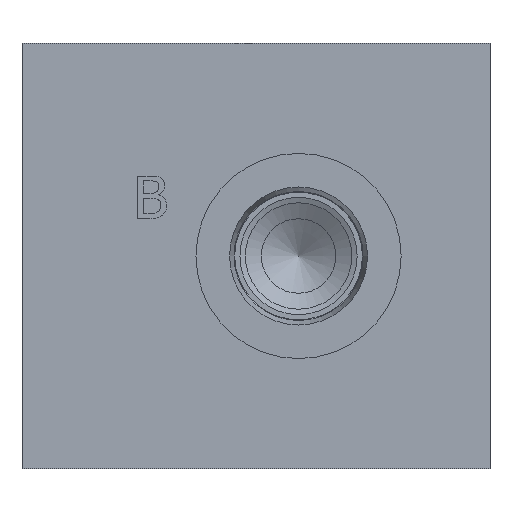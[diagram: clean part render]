
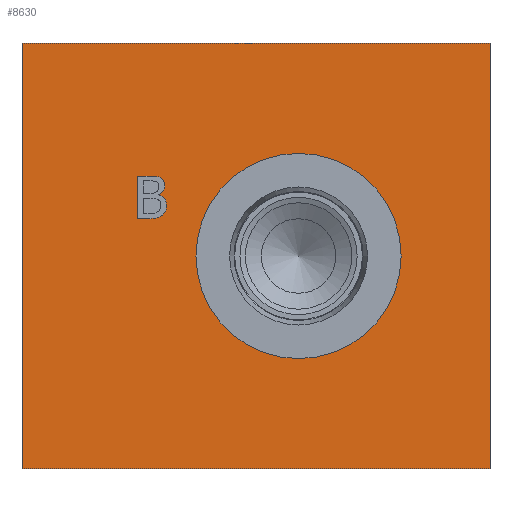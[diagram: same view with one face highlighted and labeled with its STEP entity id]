
A CAD part, front view. The second image highlights one B-rep face of the part: STEP entity #8630.
In plain terms, the highlighted planar face has unit normal (0, -1, 0).
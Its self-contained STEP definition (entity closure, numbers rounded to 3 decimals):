
#79=CIRCLE('',#8978,15.316);
#80=CIRCLE('',#8979,15.316);
#243=FACE_BOUND('',#1382,.T.);
#244=FACE_BOUND('',#1383,.T.);
#523=PLANE('',#8977);
#903=FACE_OUTER_BOUND('',#1381,.T.);
#1381=EDGE_LOOP('',(#7371,#7372,#7373,#7374));
#1382=EDGE_LOOP('',(#7375,#7376,#7377,#7378,#7379,#7380,#7381,#7382,#7383,
#7384));
#1383=EDGE_LOOP('',(#7385,#7386));
#1805=LINE('',#13126,#2646);
#2247=LINE('',#14325,#3088);
#2253=LINE('',#14388,#3094);
#2256=LINE('',#14394,#3097);
#2259=LINE('',#14400,#3100);
#2263=LINE('',#14442,#3104);
#2264=LINE('',#14444,#3105);
#2265=LINE('',#14445,#3106);
#2646=VECTOR('',#9673,10.);
#3088=VECTOR('',#10443,10.);
#3094=VECTOR('',#10451,10.);
#3097=VECTOR('',#10456,10.);
#3100=VECTOR('',#10461,10.);
#3104=VECTOR('',#10469,10.);
#3105=VECTOR('',#10470,10.);
#3106=VECTOR('',#10471,10.);
#3384=B_SPLINE_CURVE_WITH_KNOTS('',2,(#14311,#14312,#14313,#14314),
 .UNSPECIFIED.,.F.,.F.,(3,1,3),(0.,1.,2.),.UNSPECIFIED.);
#3386=B_SPLINE_CURVE_WITH_KNOTS('',2,(#14338,#14339,#14340,#14341),
 .UNSPECIFIED.,.F.,.F.,(3,1,3),(0.,1.,2.),.UNSPECIFIED.);
#3388=B_SPLINE_CURVE_WITH_KNOTS('',2,(#14357,#14358,#14359,#14360),
 .UNSPECIFIED.,.F.,.F.,(3,1,3),(0.,1.,2.),.UNSPECIFIED.);
#3390=B_SPLINE_CURVE_WITH_KNOTS('',2,(#14376,#14377,#14378,#14379),
 .UNSPECIFIED.,.F.,.F.,(3,1,3),(0.,1.,2.),.UNSPECIFIED.);
#3392=B_SPLINE_CURVE_WITH_KNOTS('',2,(#14413,#14414,#14415,#14416),
 .UNSPECIFIED.,.F.,.F.,(3,1,3),(0.,1.,2.),.UNSPECIFIED.);
#3394=B_SPLINE_CURVE_WITH_KNOTS('',2,(#14431,#14432,#14433,#14434),
 .UNSPECIFIED.,.F.,.F.,(3,1,3),(0.,1.,2.),.UNSPECIFIED.);
#3724=VERTEX_POINT('',#13119);
#3727=VERTEX_POINT('',#13124);
#4044=VERTEX_POINT('',#14309);
#4045=VERTEX_POINT('',#14310);
#4048=VERTEX_POINT('',#14324);
#4050=VERTEX_POINT('',#14337);
#4052=VERTEX_POINT('',#14356);
#4054=VERTEX_POINT('',#14375);
#4056=VERTEX_POINT('',#14387);
#4058=VERTEX_POINT('',#14393);
#4060=VERTEX_POINT('',#14399);
#4062=VERTEX_POINT('',#14412);
#4064=VERTEX_POINT('',#14441);
#4065=VERTEX_POINT('',#14443);
#4066=VERTEX_POINT('',#14446);
#4067=VERTEX_POINT('',#14447);
#4710=EDGE_CURVE('',#3724,#3727,#1805,.T.);
#5184=EDGE_CURVE('',#4044,#4045,#3384,.T.);
#5188=EDGE_CURVE('',#4048,#4044,#2247,.T.);
#5191=EDGE_CURVE('',#4050,#4048,#3386,.T.);
#5194=EDGE_CURVE('',#4052,#4050,#3388,.T.);
#5197=EDGE_CURVE('',#4054,#4052,#3390,.T.);
#5200=EDGE_CURVE('',#4056,#4054,#2253,.T.);
#5203=EDGE_CURVE('',#4058,#4056,#2256,.T.);
#5206=EDGE_CURVE('',#4060,#4058,#2259,.T.);
#5209=EDGE_CURVE('',#4062,#4060,#3392,.T.);
#5212=EDGE_CURVE('',#4045,#4062,#3394,.T.);
#5214=EDGE_CURVE('',#4064,#3724,#2263,.T.);
#5215=EDGE_CURVE('',#4065,#3727,#2264,.T.);
#5216=EDGE_CURVE('',#4064,#4065,#2265,.T.);
#5217=EDGE_CURVE('',#4066,#4067,#79,.T.);
#5218=EDGE_CURVE('',#4067,#4066,#80,.T.);
#7371=ORIENTED_EDGE('',*,*,#5214,.T.);
#7372=ORIENTED_EDGE('',*,*,#4710,.T.);
#7373=ORIENTED_EDGE('',*,*,#5215,.F.);
#7374=ORIENTED_EDGE('',*,*,#5216,.F.);
#7375=ORIENTED_EDGE('',*,*,#5184,.T.);
#7376=ORIENTED_EDGE('',*,*,#5212,.T.);
#7377=ORIENTED_EDGE('',*,*,#5209,.T.);
#7378=ORIENTED_EDGE('',*,*,#5206,.T.);
#7379=ORIENTED_EDGE('',*,*,#5203,.T.);
#7380=ORIENTED_EDGE('',*,*,#5200,.T.);
#7381=ORIENTED_EDGE('',*,*,#5197,.T.);
#7382=ORIENTED_EDGE('',*,*,#5194,.T.);
#7383=ORIENTED_EDGE('',*,*,#5191,.T.);
#7384=ORIENTED_EDGE('',*,*,#5188,.T.);
#7385=ORIENTED_EDGE('',*,*,#5217,.T.);
#7386=ORIENTED_EDGE('',*,*,#5218,.T.);
#8630=ADVANCED_FACE('',(#903,#243,#244),#523,.T.);
#8977=AXIS2_PLACEMENT_3D('',#14440,#10467,#10468);
#8978=AXIS2_PLACEMENT_3D('',#14448,#10472,#10473);
#8979=AXIS2_PLACEMENT_3D('',#14449,#10474,#10475);
#9673=DIRECTION('',(0.,0.,1.));
#10443=DIRECTION('',(0.,0.,-1.));
#10451=DIRECTION('',(1.,0.,0.));
#10456=DIRECTION('',(0.,0.,1.));
#10461=DIRECTION('',(-1.,0.,0.));
#10467=DIRECTION('center_axis',(0.,-1.,0.));
#10468=DIRECTION('ref_axis',(1.,0.,0.));
#10469=DIRECTION('',(1.,0.,0.));
#10470=DIRECTION('',(1.,0.,0.));
#10471=DIRECTION('',(0.,0.,1.));
#10472=DIRECTION('center_axis',(0.,1.,0.));
#10473=DIRECTION('ref_axis',(1.,0.,0.));
#10474=DIRECTION('center_axis',(0.,1.,0.));
#10475=DIRECTION('ref_axis',(1.,0.,0.));
#13119=CARTESIAN_POINT('',(69.85,0.,0.));
#13124=CARTESIAN_POINT('',(69.85,0.,63.5));
#13126=CARTESIAN_POINT('',(69.85,0.,0.));
#14309=CARTESIAN_POINT('',(20.399,0.,40.868));
#14310=CARTESIAN_POINT('',(21.587,0.,39.288));
#14311=CARTESIAN_POINT('Ctrl Pts',(20.399,0.,40.868));
#14312=CARTESIAN_POINT('Ctrl Pts',(20.965,0.,40.714));
#14313=CARTESIAN_POINT('Ctrl Pts',(21.587,0.,39.895));
#14314=CARTESIAN_POINT('Ctrl Pts',(21.587,0.,39.288));
#14324=CARTESIAN_POINT('',(20.399,0.,40.899));
#14325=CARTESIAN_POINT('',(20.399,0.,20.449));
#14337=CARTESIAN_POINT('',(21.289,0.,42.257));
#14338=CARTESIAN_POINT('Ctrl Pts',(21.289,0.,42.257));
#14339=CARTESIAN_POINT('Ctrl Pts',(21.289,0.,41.81));
#14340=CARTESIAN_POINT('Ctrl Pts',(20.815,0.,41.1));
#14341=CARTESIAN_POINT('Ctrl Pts',(20.399,0.,40.899));
#14356=CARTESIAN_POINT('',(20.63,0.,43.431));
#14357=CARTESIAN_POINT('Ctrl Pts',(20.63,0.,43.431));
#14358=CARTESIAN_POINT('Ctrl Pts',(20.975,0.,43.251));
#14359=CARTESIAN_POINT('Ctrl Pts',(21.289,0.,42.659));
#14360=CARTESIAN_POINT('Ctrl Pts',(21.289,0.,42.257));
#14375=CARTESIAN_POINT('',(18.963,0.,43.688));
#14376=CARTESIAN_POINT('Ctrl Pts',(18.963,0.,43.688));
#14377=CARTESIAN_POINT('Ctrl Pts',(19.642,0.,43.688));
#14378=CARTESIAN_POINT('Ctrl Pts',(20.321,0.,43.601));
#14379=CARTESIAN_POINT('Ctrl Pts',(20.63,0.,43.431));
#14387=CARTESIAN_POINT('',(17.28,0.,43.688));
#14388=CARTESIAN_POINT('',(8.64,0.,43.688));
#14393=CARTESIAN_POINT('',(17.28,0.,37.338));
#14394=CARTESIAN_POINT('',(17.28,0.,18.669));
#14399=CARTESIAN_POINT('',(19.102,0.,37.338));
#14400=CARTESIAN_POINT('',(9.551,0.,37.338));
#14412=CARTESIAN_POINT('',(20.929,0.,37.853));
#14413=CARTESIAN_POINT('Ctrl Pts',(20.929,0.,37.853));
#14414=CARTESIAN_POINT('Ctrl Pts',(20.568,0.,37.575));
#14415=CARTESIAN_POINT('Ctrl Pts',(19.75,0.,37.338));
#14416=CARTESIAN_POINT('Ctrl Pts',(19.102,0.,37.338));
#14431=CARTESIAN_POINT('Ctrl Pts',(21.587,0.,39.288));
#14432=CARTESIAN_POINT('Ctrl Pts',(21.587,0.,38.815));
#14433=CARTESIAN_POINT('Ctrl Pts',(21.227,0.,38.089));
#14434=CARTESIAN_POINT('Ctrl Pts',(20.929,0.,37.853));
#14440=CARTESIAN_POINT('Origin',(0.,0.,0.));
#14441=CARTESIAN_POINT('',(0.,0.,0.));
#14442=CARTESIAN_POINT('',(0.,0.,0.));
#14443=CARTESIAN_POINT('',(0.,0.,63.5));
#14444=CARTESIAN_POINT('',(0.,0.,63.5));
#14445=CARTESIAN_POINT('',(0.,0.,0.));
#14446=CARTESIAN_POINT('',(56.591,0.,31.75));
#14447=CARTESIAN_POINT('',(25.959,0.,31.75));
#14448=CARTESIAN_POINT('Origin',(41.275,0.,31.75));
#14449=CARTESIAN_POINT('Origin',(41.275,0.,31.75));
